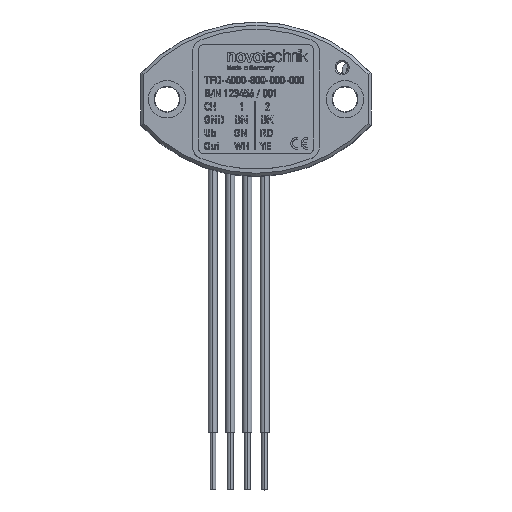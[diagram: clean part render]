
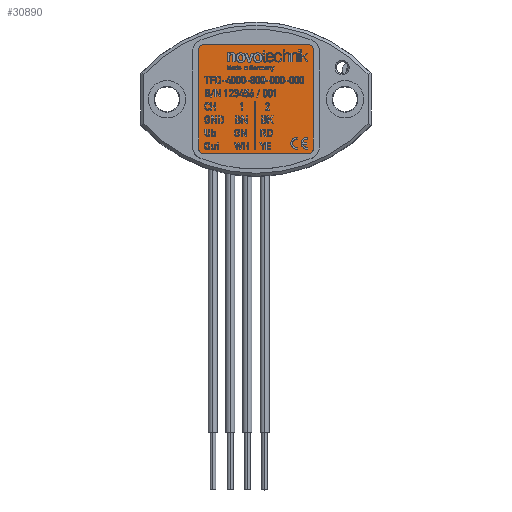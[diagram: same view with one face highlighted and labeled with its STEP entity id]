
A CAD part, top view. The second image highlights one B-rep face of the part: STEP entity #30890.
In plain terms, the highlighted planar face has unit normal (0, 0, 1).
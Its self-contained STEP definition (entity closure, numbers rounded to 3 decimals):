
#1586 = AXIS2_PLACEMENT_3D ( 'NONE', #30253, #27159, #16253 ) ;
#2530 = ORIENTED_EDGE ( 'NONE', *, *, #24503, .T. ) ;
#3969 = VECTOR ( 'NONE', #31606, 1000. ) ;
#4429 = CARTESIAN_POINT ( 'NONE',  ( 9., 9.5, 6.7 ) ) ;
#4691 = VECTOR ( 'NONE', #31167, 1000. ) ;
#4699 = ORIENTED_EDGE ( 'NONE', *, *, #34033, .T. ) ;
#4905 = AXIS2_PLACEMENT_3D ( 'NONE', #10264, #18358, #23842 ) ;
#6291 = VERTEX_POINT ( 'NONE', #29630 ) ;
#7376 = DIRECTION ( 'NONE',  ( 0., 0., 1. ) ) ;
#8574 = CIRCLE ( 'NONE', #20044, 1. ) ;
#8969 = LINE ( 'NONE', #22877, #4691 ) ;
#9125 = VECTOR ( 'NONE', #13922, 1000. ) ;
#9533 = EDGE_CURVE ( 'NONE', #6291, #23184, #8574, .T. ) ;
#10264 = CARTESIAN_POINT ( 'NONE',  ( 9., -8.5, 6.7 ) ) ;
#10380 = LINE ( 'NONE', #12371, #3969 ) ;
#10551 = DIRECTION ( 'NONE',  ( 0., 0., 1. ) ) ;
#10953 = EDGE_CURVE ( 'NONE', #17821, #16706, #13990, .T. ) ;
#11716 = ORIENTED_EDGE ( 'NONE', *, *, #10953, .T. ) ;
#12371 = CARTESIAN_POINT ( 'NONE',  ( -10., 8.5, 6.7 ) ) ;
#12403 = FACE_OUTER_BOUND ( 'NONE', #25310, .T. ) ;
#13485 = EDGE_CURVE ( 'NONE', #26727, #13510, #33799, .T. ) ;
#13510 = VERTEX_POINT ( 'NONE', #18599 ) ;
#13658 = EDGE_CURVE ( 'NONE', #16706, #6291, #8969, .T. ) ;
#13922 = DIRECTION ( 'NONE',  ( 0., 1., 0. ) ) ;
#13961 = ORIENTED_EDGE ( 'NONE', *, *, #20715, .T. ) ;
#13990 = CIRCLE ( 'NONE', #15307, 1. ) ;
#15105 = CARTESIAN_POINT ( 'NONE',  ( -10., 8.5, 6.7 ) ) ;
#15307 = AXIS2_PLACEMENT_3D ( 'NONE', #23793, #7376, #29577 ) ;
#16034 = CARTESIAN_POINT ( 'NONE',  ( -10., -8.5, 6.7 ) ) ;
#16253 = DIRECTION ( 'NONE',  ( 1., 0., 0. ) ) ;
#16495 = PLANE ( 'NONE',  #1586 ) ;
#16706 = VERTEX_POINT ( 'NONE', #4429 ) ;
#17821 = VERTEX_POINT ( 'NONE', #21353 ) ;
#18296 = DIRECTION ( 'NONE',  ( 1., 0., 0. ) ) ;
#18358 = DIRECTION ( 'NONE',  ( 0., 0., 1. ) ) ;
#18599 = CARTESIAN_POINT ( 'NONE',  ( 10., -8.5, 6.7 ) ) ;
#19256 = CARTESIAN_POINT ( 'NONE',  ( -9., -9.5, 6.7 ) ) ;
#20044 = AXIS2_PLACEMENT_3D ( 'NONE', #22897, #20498, #20391 ) ;
#20391 = DIRECTION ( 'NONE',  ( 1., 0., 0. ) ) ;
#20498 = DIRECTION ( 'NONE',  ( 0., 0., 1. ) ) ;
#20715 = EDGE_CURVE ( 'NONE', #23184, #25356, #10380, .T. ) ;
#21353 = CARTESIAN_POINT ( 'NONE',  ( 10., 8.5, 6.7 ) ) ;
#21794 = DIRECTION ( 'NONE',  ( 1., 0., 0. ) ) ;
#22467 = CARTESIAN_POINT ( 'NONE',  ( 10., -8.5, 6.7 ) ) ;
#22613 = VECTOR ( 'NONE', #21794, 1000. ) ;
#22630 = ORIENTED_EDGE ( 'NONE', *, *, #13485, .T. ) ;
#22696 = VERTEX_POINT ( 'NONE', #19256 ) ;
#22877 = CARTESIAN_POINT ( 'NONE',  ( 9., 9.5, 6.7 ) ) ;
#22897 = CARTESIAN_POINT ( 'NONE',  ( -9., 8.5, 6.7 ) ) ;
#23184 = VERTEX_POINT ( 'NONE', #15105 ) ;
#23793 = CARTESIAN_POINT ( 'NONE',  ( 9., 8.5, 6.7 ) ) ;
#23842 = DIRECTION ( 'NONE',  ( 1., 0., 0. ) ) ;
#24078 = CARTESIAN_POINT ( 'NONE',  ( 9., -9.5, 6.7 ) ) ;
#24503 = EDGE_CURVE ( 'NONE', #22696, #26727, #27352, .T. ) ;
#24566 = CARTESIAN_POINT ( 'NONE',  ( -9., -9.5, 6.7 ) ) ;
#25310 = EDGE_LOOP ( 'NONE', ( #34591, #13961, #26059, #2530, #22630, #4699, #11716, #29045 ) ) ;
#25356 = VERTEX_POINT ( 'NONE', #16034 ) ;
#26059 = ORIENTED_EDGE ( 'NONE', *, *, #30826, .T. ) ;
#26727 = VERTEX_POINT ( 'NONE', #24078 ) ;
#26928 = CARTESIAN_POINT ( 'NONE',  ( -9., -8.5, 6.7 ) ) ;
#27159 = DIRECTION ( 'NONE',  ( 0., 0., 1. ) ) ;
#27352 = LINE ( 'NONE', #24566, #22613 ) ;
#28681 = CIRCLE ( 'NONE', #33620, 1. ) ;
#29045 = ORIENTED_EDGE ( 'NONE', *, *, #13658, .T. ) ;
#29577 = DIRECTION ( 'NONE',  ( 1., 0., 0. ) ) ;
#29630 = CARTESIAN_POINT ( 'NONE',  ( -9., 9.5, 6.7 ) ) ;
#30253 = CARTESIAN_POINT ( 'NONE',  ( -9., 8.5, 6.7 ) ) ;
#30826 = EDGE_CURVE ( 'NONE', #25356, #22696, #28681, .T. ) ;
#30890 = ADVANCED_FACE ( 'NONE', ( #12403 ), #16495, .T. ) ;
#31167 = DIRECTION ( 'NONE',  ( -1., 0., 0. ) ) ;
#31606 = DIRECTION ( 'NONE',  ( 0., -1., 0. ) ) ;
#32611 = LINE ( 'NONE', #22467, #9125 ) ;
#33620 = AXIS2_PLACEMENT_3D ( 'NONE', #26928, #10551, #18296 ) ;
#33799 = CIRCLE ( 'NONE', #4905, 1. ) ;
#34033 = EDGE_CURVE ( 'NONE', #13510, #17821, #32611, .T. ) ;
#34591 = ORIENTED_EDGE ( 'NONE', *, *, #9533, .T. ) ;
